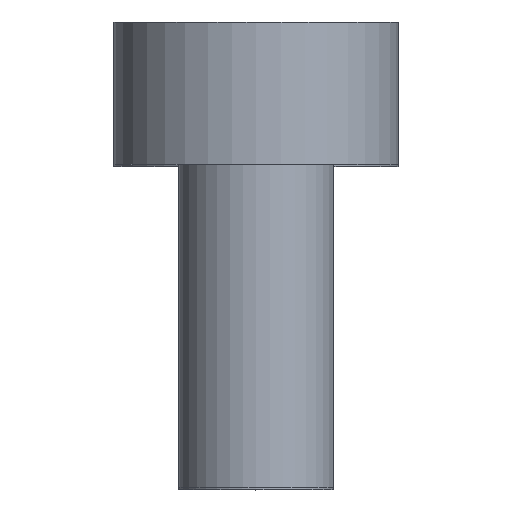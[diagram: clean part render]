
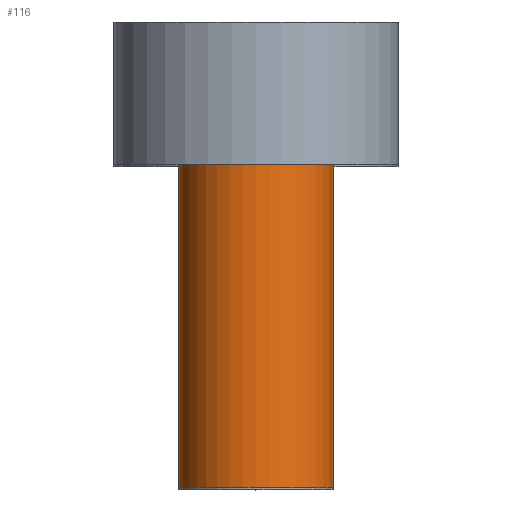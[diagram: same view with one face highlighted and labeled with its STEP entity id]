
A CAD part, top view. The second image highlights one B-rep face of the part: STEP entity #116.
In plain terms, the highlighted cylindrical face has radius 0.6 mm (diameter 1.2 mm), a full revolution.
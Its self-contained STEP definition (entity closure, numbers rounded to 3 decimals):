
#30=FACE_OUTER_BOUND('',#41,.T.);
#41=EDGE_LOOP('',(#95,#96,#97,#98));
#49=LINE('',#216,#53);
#53=VECTOR('',#180,0.6);
#59=CIRCLE('',#146,0.6);
#60=CIRCLE('',#147,0.6);
#67=VERTEX_POINT('',#213);
#68=VERTEX_POINT('',#215);
#77=EDGE_CURVE('',#67,#67,#59,.T.);
#78=EDGE_CURVE('',#67,#68,#49,.T.);
#79=EDGE_CURVE('',#68,#68,#60,.T.);
#95=ORIENTED_EDGE('',*,*,#77,.F.);
#96=ORIENTED_EDGE('',*,*,#78,.T.);
#97=ORIENTED_EDGE('',*,*,#79,.F.);
#98=ORIENTED_EDGE('',*,*,#78,.F.);
#109=CYLINDRICAL_SURFACE('',#145,0.6);
#116=ADVANCED_FACE('',(#30),#109,.T.);
#145=AXIS2_PLACEMENT_3D('',#212,#176,#177);
#146=AXIS2_PLACEMENT_3D('',#214,#178,#179);
#147=AXIS2_PLACEMENT_3D('',#217,#181,#182);
#176=DIRECTION('center_axis',(0.,-1.,0.));
#177=DIRECTION('ref_axis',(1.,0.,0.));
#178=DIRECTION('center_axis',(0.,-1.,0.));
#179=DIRECTION('ref_axis',(1.,0.,0.));
#180=DIRECTION('',(0.,1.,0.));
#181=DIRECTION('center_axis',(0.,1.,0.));
#182=DIRECTION('ref_axis',(1.,0.,0.));
#212=CARTESIAN_POINT('Origin',(-19.445,1.4,4.473));
#213=CARTESIAN_POINT('',(-20.045,-1.1,4.473));
#214=CARTESIAN_POINT('Origin',(-19.445,-1.1,4.473));
#215=CARTESIAN_POINT('',(-20.045,1.4,4.473));
#216=CARTESIAN_POINT('',(-20.045,1.4,4.473));
#217=CARTESIAN_POINT('Origin',(-19.445,1.4,4.473));
